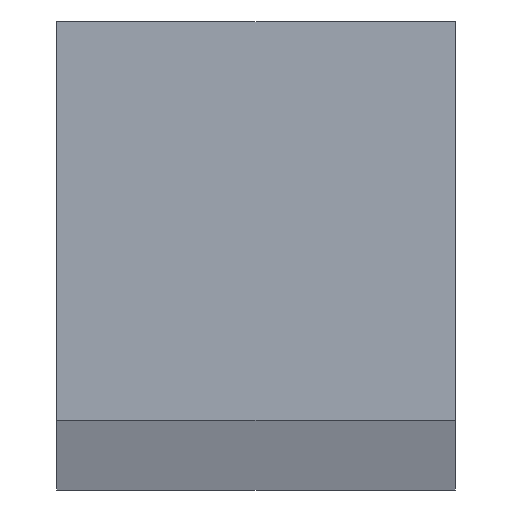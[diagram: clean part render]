
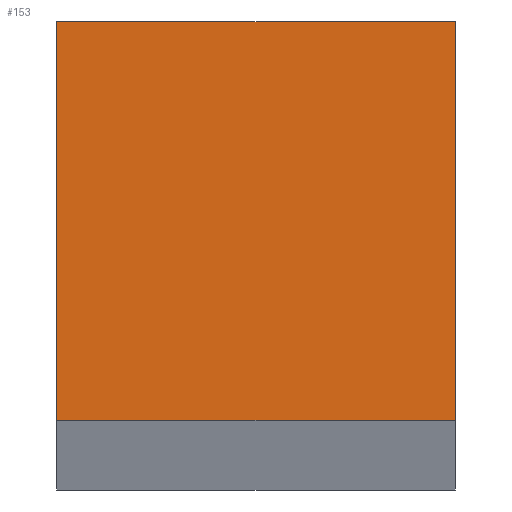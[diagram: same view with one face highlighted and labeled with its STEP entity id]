
A CAD part, top view. The second image highlights one B-rep face of the part: STEP entity #153.
In plain terms, the highlighted planar face has unit normal (0, 0, 1).
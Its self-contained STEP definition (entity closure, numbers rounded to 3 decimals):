
#8 = EDGE_LOOP ( 'NONE', ( #236, #154, #64, #268 ) ) ;
#22 = LINE ( 'NONE', #326, #173 ) ;
#39 = VERTEX_POINT ( 'NONE', #69 ) ;
#44 = DIRECTION ( 'NONE',  ( 0., 0., -1. ) ) ;
#47 = CARTESIAN_POINT ( 'NONE',  ( 0., 0., 1000. ) ) ;
#49 = DIRECTION ( 'NONE',  ( -1., 0., 0. ) ) ;
#64 = ORIENTED_EDGE ( 'NONE', *, *, #235, .T. ) ;
#69 = CARTESIAN_POINT ( 'NONE',  ( 5., 5., 1000. ) ) ;
#76 = VERTEX_POINT ( 'NONE', #290 ) ;
#78 = LINE ( 'NONE', #115, #359 ) ;
#81 = CARTESIAN_POINT ( 'NONE',  ( -5., 5., 1000. ) ) ;
#83 = CARTESIAN_POINT ( 'NONE',  ( 5., -5., 1000. ) ) ;
#104 = VERTEX_POINT ( 'NONE', #109 ) ;
#109 = CARTESIAN_POINT ( 'NONE',  ( -5., 5., 1000. ) ) ;
#115 = CARTESIAN_POINT ( 'NONE',  ( -5., -5., 1000. ) ) ;
#132 = PLANE ( 'NONE',  #143 ) ;
#143 = AXIS2_PLACEMENT_3D ( 'NONE', #47, #44, #49 ) ;
#153 = ADVANCED_FACE ( 'NONE', ( #197 ), #132, .F. ) ;
#154 = ORIENTED_EDGE ( 'NONE', *, *, #209, .T. ) ;
#159 = DIRECTION ( 'NONE',  ( 0., -1., 0. ) ) ;
#168 = LINE ( 'NONE', #81, #202 ) ;
#173 = VECTOR ( 'NONE', #212, 1000. ) ;
#183 = EDGE_CURVE ( 'NONE', #349, #39, #22, .T. ) ;
#197 = FACE_OUTER_BOUND ( 'NONE', #8, .T. ) ;
#198 = EDGE_CURVE ( 'NONE', #76, #349, #78, .T. ) ;
#202 = VECTOR ( 'NONE', #219, 1000. ) ;
#209 = EDGE_CURVE ( 'NONE', #39, #104, #168, .T. ) ;
#210 = VECTOR ( 'NONE', #159, 1000. ) ;
#212 = DIRECTION ( 'NONE',  ( 0., 1., 0. ) ) ;
#219 = DIRECTION ( 'NONE',  ( -1., 0., 0. ) ) ;
#235 = EDGE_CURVE ( 'NONE', #104, #76, #360, .T. ) ;
#236 = ORIENTED_EDGE ( 'NONE', *, *, #183, .T. ) ;
#268 = ORIENTED_EDGE ( 'NONE', *, *, #198, .T. ) ;
#280 = DIRECTION ( 'NONE',  ( 1., 0., 0. ) ) ;
#290 = CARTESIAN_POINT ( 'NONE',  ( -5., -5., 1000. ) ) ;
#295 = CARTESIAN_POINT ( 'NONE',  ( -5., -5., 1000. ) ) ;
#326 = CARTESIAN_POINT ( 'NONE',  ( 5., -5., 1000. ) ) ;
#349 = VERTEX_POINT ( 'NONE', #83 ) ;
#359 = VECTOR ( 'NONE', #280, 1000. ) ;
#360 = LINE ( 'NONE', #295, #210 ) ;
